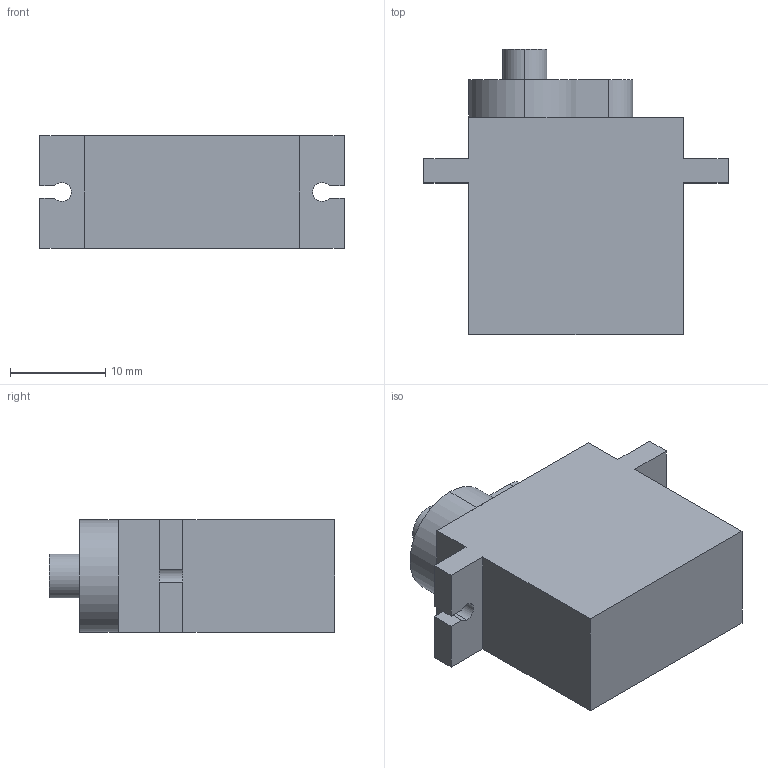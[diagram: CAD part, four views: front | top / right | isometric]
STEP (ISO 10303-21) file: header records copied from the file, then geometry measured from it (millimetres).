
FILE_DESCRIPTION (( 'STEP AP203' ), '1' );
FILE_NAME ('SG90_Micro_Small_Servo_Motor_01.STEP', '2023-09-13T16:49:58', ( '' ), ( '' ), 'SwSTEP 2.0', 'SolidWorks 2018', '' );
FILE_SCHEMA (( 'CONFIG_CONTROL_DESIGN' ));
Length unit declared in the file: millimetre
Products named in the file (1): SG90_Micro_Small_Servo_Motor_01
Bounding box: 31.9 x 29.9 x 11.8 mm (x, y, z)
Volume: 6863.8 mm3; surface area: 2620.6 mm2
Topology: 1 solids, 1 shells, 41 faces, 106 edges, 69 vertices
Faces by surface type: plane 27, cylinder 14
Entity records: 1326 total; most frequent: DIRECTION 219, CARTESIAN_POINT 217, ORIENTED_EDGE 212, EDGE_CURVE 106, VECTOR 77, LINE 77, AXIS2_PLACEMENT_3D 71, VERTEX_POINT 69
